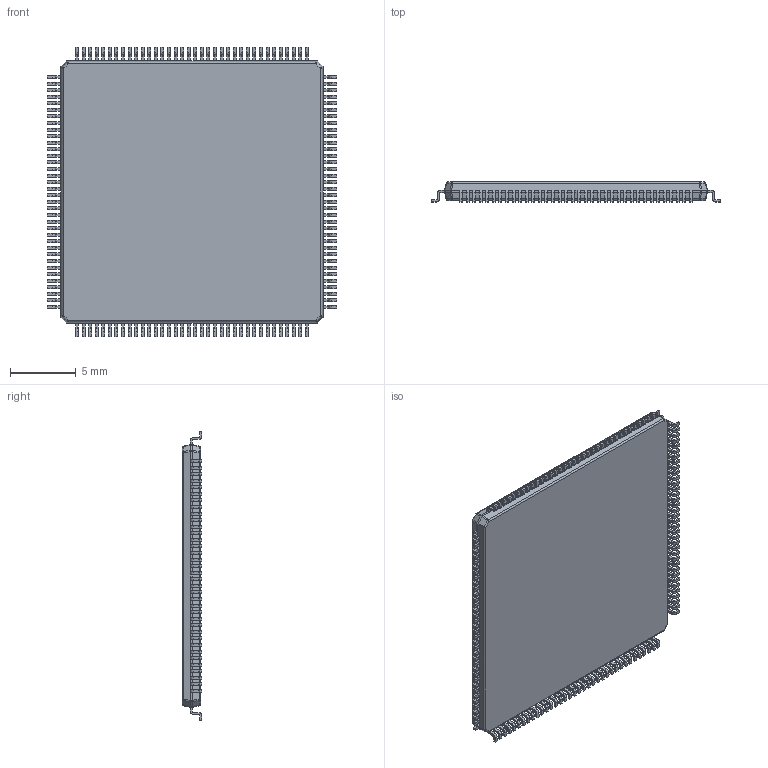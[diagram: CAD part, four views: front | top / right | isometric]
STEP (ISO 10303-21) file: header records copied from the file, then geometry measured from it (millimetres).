
FILE_DESCRIPTION((''),'2;1');
FILE_NAME('VNG144A_ASM','2012-02-17T',('CKXSSC'),(''),'PRO/ENGINEER BY PARAMETRIC TECHNOLOGY CORPORATION, 2011220','PRO/ENGINEER BY PARAMETRIC TECHNOLOGY CORPORATION, 2011220','');
FILE_SCHEMA(('AUTOMOTIVE_DESIGN_CC2 { 1 2 10303 214 -1 1 5 2 }'));
Length unit declared in the file: millimetre
Products named in the file (3): BODY_VNG144A; LEAD_VNG144A; VNG144A_ASM
Assembly tree (145 placements, depth 2):
  VNG144A_ASM
    BODY_VNG144A
    LEAD_VNG144A  x144
Bounding box: 22 x 1.5 x 22 mm (x, y, z)
Volume: 560.5 mm3; surface area: 1066 mm2
Topology: 145 solids, 145 shells, 2101 faces, 5350 edges, 3540 vertices
Faces by surface type: plane 1467, cylinder 618, sphere 16
Entity records: 4413 total; most frequent: DIRECTION 740, CARTESIAN_POINT 645, ORIENTED_EDGE 404, AXIS2_PLACEMENT_3D 307, PRESENTATION_STYLE_ASSIGNMENT 204, STYLED_ITEM 204, CURVE_STYLE 202, EDGE_CURVE 202
